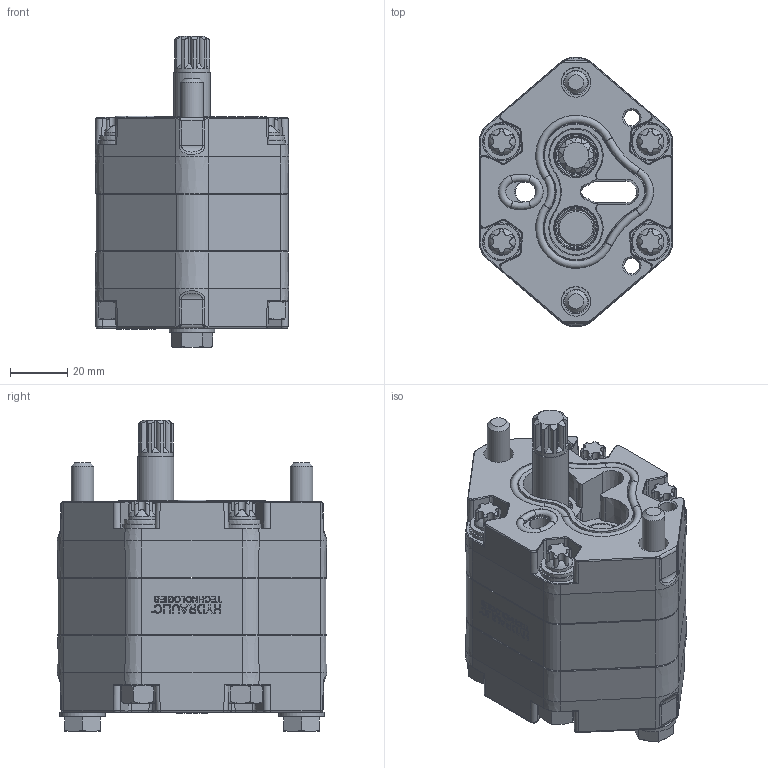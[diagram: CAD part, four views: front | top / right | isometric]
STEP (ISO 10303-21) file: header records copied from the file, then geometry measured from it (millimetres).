
FILE_DESCRIPTION (( 'STEP AP203' ), '1' );
FILE_NAME ('DER24116603_KP50.STEP', '2025-01-24T06:06:03', ( '' ), ( '' ), 'SwSTEP 2.0', 'SolidWorks 2022', '' );
FILE_SCHEMA (( 'CONFIG_CONTROL_DESIGN' ));
Length unit declared in the file: millimetre
Products named in the file (1): DER24116603_KP50
Bounding box: 67.73 x 94.41 x 109 mm (x, y, z)
Surface area: 56174.1 mm2 (no closed solid volume)
Topology: 0 solids, 38 shells, 810 faces, 2384 edges, 1619 vertices
Faces by surface type: cylinder 254, cone 214, plane 194, torus 98, bspline 44, sphere 6
Full cylindrical faces by diameter (mm): 5.524 x4, 6.909 x4, 7.518 x2, 7.925 x2, 9.525 x4, 12.319 x2, 12.671 x4, 13.335 x4, 15.083 x1, 15.875 x2
Entity records: 31855 total; most frequent: CARTESIAN_POINT 11111, DIRECTION 4262, ORIENTED_EDGE 4122, EDGE_CURVE 2285, AXIS2_PLACEMENT_3D 1711, VERTEX_POINT 1599, EDGE_LOOP 989, CIRCLE 944
